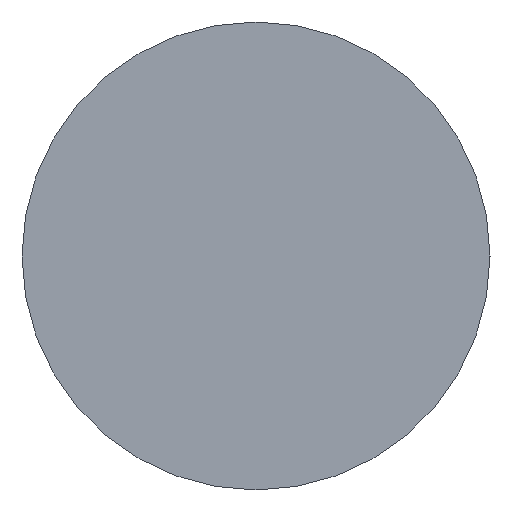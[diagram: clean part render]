
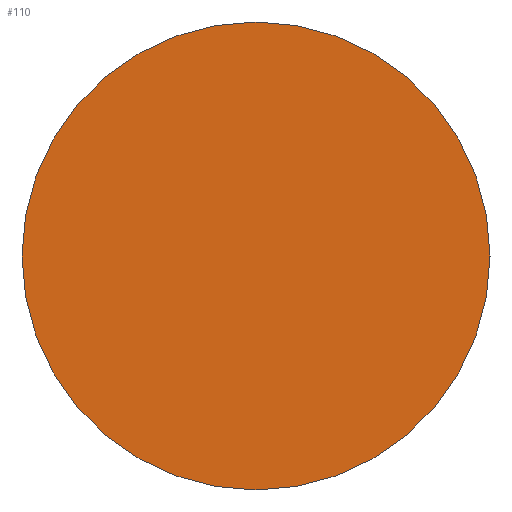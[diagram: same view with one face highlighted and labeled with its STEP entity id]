
A CAD part, left-side view. The second image highlights one B-rep face of the part: STEP entity #110.
In plain terms, the highlighted planar face has unit normal (-1, 0, 0).
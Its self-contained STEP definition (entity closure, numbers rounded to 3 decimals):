
#11 = DIRECTION ( 'NONE',  ( -1., 0., 0. ) ) ;
#15 = AXIS2_PLACEMENT_3D ( 'NONE', #49, #17, #131 ) ;
#17 = DIRECTION ( 'NONE',  ( -1., 0., 0. ) ) ;
#18 = AXIS2_PLACEMENT_3D ( 'NONE', #65, #11, #124 ) ;
#23 = VERTEX_POINT ( 'NONE', #126 ) ;
#26 = FACE_OUTER_BOUND ( 'NONE', #42, .T. ) ;
#27 = AXIS2_PLACEMENT_3D ( 'NONE', #33, #45, #166 ) ;
#30 = ORIENTED_EDGE ( 'NONE', *, *, #114, .T. ) ;
#33 = CARTESIAN_POINT ( 'NONE',  ( 387.683, 21.685, 0. ) ) ;
#42 = EDGE_LOOP ( 'NONE', ( #30, #77 ) ) ;
#44 = CIRCLE ( 'NONE', #15, 2. ) ;
#45 = DIRECTION ( 'NONE',  ( 1., 0., 0. ) ) ;
#49 = CARTESIAN_POINT ( 'NONE',  ( 387.683, 21.685, 0. ) ) ;
#65 = CARTESIAN_POINT ( 'NONE',  ( 387.683, 21.685, 0. ) ) ;
#77 = ORIENTED_EDGE ( 'NONE', *, *, #142, .T. ) ;
#108 = PLANE ( 'NONE',  #27 ) ;
#109 = CARTESIAN_POINT ( 'NONE',  ( 387.683, 21.685, -2. ) ) ;
#110 = ADVANCED_FACE ( 'NONE', ( #26 ), #108, .F. ) ;
#114 = EDGE_CURVE ( 'NONE', #23, #162, #44, .T. ) ;
#124 = DIRECTION ( 'NONE',  ( 0., 0., 1. ) ) ;
#126 = CARTESIAN_POINT ( 'NONE',  ( 387.683, 21.685, 2. ) ) ;
#131 = DIRECTION ( 'NONE',  ( 0., 0., 1. ) ) ;
#132 = CIRCLE ( 'NONE', #18, 2. ) ;
#142 = EDGE_CURVE ( 'NONE', #162, #23, #132, .T. ) ;
#162 = VERTEX_POINT ( 'NONE', #109 ) ;
#166 = DIRECTION ( 'NONE',  ( 0., 0., -1. ) ) ;
